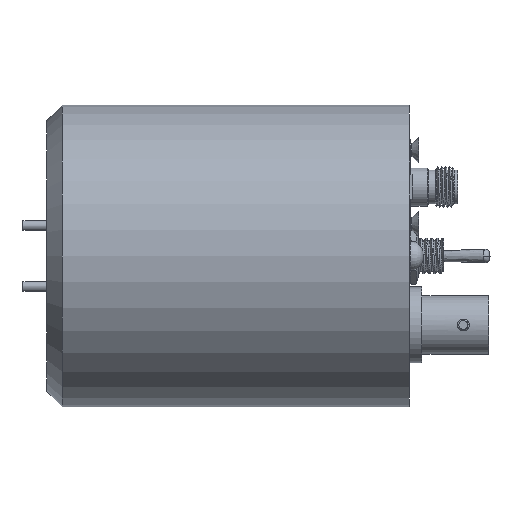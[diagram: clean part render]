
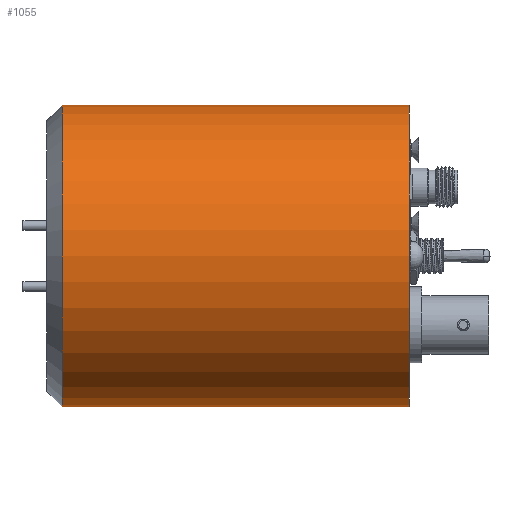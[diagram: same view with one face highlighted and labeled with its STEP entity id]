
A CAD part, front view. The second image highlights one B-rep face of the part: STEP entity #1055.
In plain terms, the highlighted cylindrical face has radius 25.019 mm (diameter 50.038 mm), a partial arc.
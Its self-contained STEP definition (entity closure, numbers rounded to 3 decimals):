
#899 = CARTESIAN_POINT ( 'NONE',  ( 0., 0., -25.019 ) ) ;
#1055 = ADVANCED_FACE ( 'NONE', ( #6154 ), #20807, .T. ) ;
#2315 = DIRECTION ( 'NONE',  ( 0., 0., -1. ) ) ;
#4014 = DIRECTION ( 'NONE',  ( 1., 0., 0. ) ) ;
#5618 = EDGE_CURVE ( 'NONE', #29672, #11964, #12665, .T. ) ;
#5797 = CARTESIAN_POINT ( 'NONE',  ( -57.46, 0., 25.019 ) ) ;
#6154 = FACE_OUTER_BOUND ( 'NONE', #18816, .T. ) ;
#7087 = CARTESIAN_POINT ( 'NONE',  ( 0., 0., 25.019 ) ) ;
#7089 = CARTESIAN_POINT ( 'NONE',  ( -57.46, 0., -25.019 ) ) ;
#7362 = CARTESIAN_POINT ( 'NONE',  ( 0., 0., -25.019 ) ) ;
#7672 = CARTESIAN_POINT ( 'NONE',  ( 0., 0., 25.019 ) ) ;
#9424 = EDGE_CURVE ( 'NONE', #29672, #15471, #22054, .T. ) ;
#9439 = DIRECTION ( 'NONE',  ( 1., 0., 0. ) ) ;
#10960 = DIRECTION ( 'NONE',  ( 1., 0., 0. ) ) ;
#11663 = DIRECTION ( 'NONE',  ( 1., 0., 0. ) ) ;
#11774 = EDGE_CURVE ( 'NONE', #15471, #28147, #25511, .T. ) ;
#11964 = VERTEX_POINT ( 'NONE', #7672 ) ;
#12665 = LINE ( 'NONE', #7087, #23657 ) ;
#15471 = VERTEX_POINT ( 'NONE', #7089 ) ;
#15511 = AXIS2_PLACEMENT_3D ( 'NONE', #20431, #4014, #22812 ) ;
#15959 = DIRECTION ( 'NONE',  ( 0., 0., -1. ) ) ;
#16311 = ORIENTED_EDGE ( 'NONE', *, *, #29742, .F. ) ;
#17167 = AXIS2_PLACEMENT_3D ( 'NONE', #23181, #23599, #2315 ) ;
#18091 = ORIENTED_EDGE ( 'NONE', *, *, #11774, .T. ) ;
#18125 = CARTESIAN_POINT ( 'NONE',  ( 0., 0., 0. ) ) ;
#18243 = ORIENTED_EDGE ( 'NONE', *, *, #9424, .T. ) ;
#18816 = EDGE_LOOP ( 'NONE', ( #22711, #18243, #18091, #16311 ) ) ;
#20431 = CARTESIAN_POINT ( 'NONE',  ( 0., 0., 0. ) ) ;
#20807 = CYLINDRICAL_SURFACE ( 'NONE', #30400, 25.019 ) ;
#21851 = VECTOR ( 'NONE', #11663, 1000. ) ;
#22054 = CIRCLE ( 'NONE', #17167, 25.019 ) ;
#22711 = ORIENTED_EDGE ( 'NONE', *, *, #5618, .F. ) ;
#22812 = DIRECTION ( 'NONE',  ( 0., 0., -1. ) ) ;
#23181 = CARTESIAN_POINT ( 'NONE',  ( -57.46, 0., 0. ) ) ;
#23599 = DIRECTION ( 'NONE',  ( 1., 0., 0. ) ) ;
#23657 = VECTOR ( 'NONE', #9439, 1000. ) ;
#25511 = LINE ( 'NONE', #7362, #21851 ) ;
#26626 = CIRCLE ( 'NONE', #15511, 25.019 ) ;
#28147 = VERTEX_POINT ( 'NONE', #899 ) ;
#29672 = VERTEX_POINT ( 'NONE', #5797 ) ;
#29742 = EDGE_CURVE ( 'NONE', #11964, #28147, #26626, .T. ) ;
#30400 = AXIS2_PLACEMENT_3D ( 'NONE', #18125, #10960, #15959 ) ;
